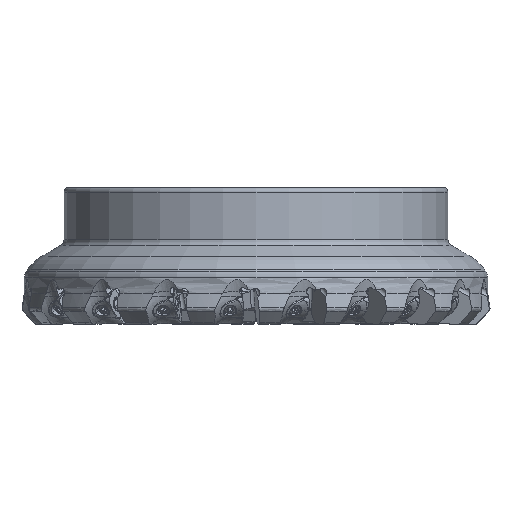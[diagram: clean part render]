
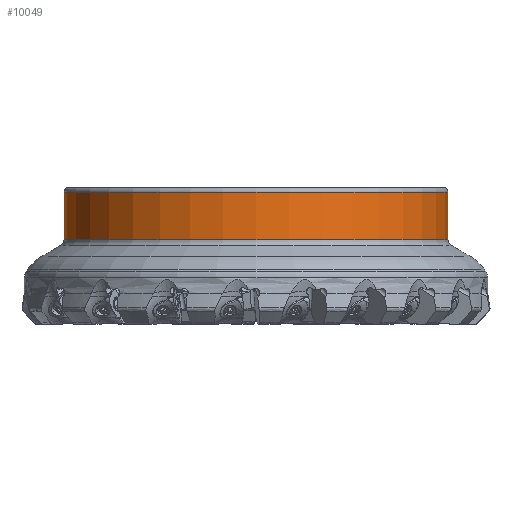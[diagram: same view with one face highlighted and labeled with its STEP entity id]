
A CAD part, front view. The second image highlights one B-rep face of the part: STEP entity #10049.
In plain terms, the highlighted cylindrical face has radius 87.5 mm (diameter 175 mm), a partial arc.
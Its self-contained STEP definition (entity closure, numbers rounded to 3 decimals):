
#2262=CYLINDRICAL_SURFACE('',#57534,87.5);
#4218=LINE('',#101626,#6932);
#4219=LINE('',#101628,#6933);
#6932=VECTOR('',#67692,1.);
#6933=VECTOR('',#67693,1.);
#10049=ADVANCED_FACE('',(#13721),#2262,.T.);
#13721=FACE_OUTER_BOUND('',#16747,.T.);
#16747=EDGE_LOOP('',(#28986,#28987,#28988,#28989));
#19730=CIRCLE('',#57531,87.5);
#19731=CIRCLE('',#57533,87.5);
#28986=ORIENTED_EDGE('',*,*,#47289,.F.);
#28987=ORIENTED_EDGE('',*,*,#47288,.F.);
#28988=ORIENTED_EDGE('',*,*,#47290,.F.);
#28989=ORIENTED_EDGE('',*,*,#47291,.F.);
#40717=VERTEX_POINT('',#101619);
#40718=VERTEX_POINT('',#101621);
#40719=VERTEX_POINT('',#101627);
#40720=VERTEX_POINT('',#101629);
#47288=EDGE_CURVE('',#40718,#40717,#19730,.T.);
#47289=EDGE_CURVE('',#40717,#40719,#4218,.T.);
#47290=EDGE_CURVE('',#40720,#40718,#4219,.T.);
#47291=EDGE_CURVE('',#40719,#40720,#19731,.T.);
#57531=AXIS2_PLACEMENT_3D('',#101624,#67688,#67689);
#57533=AXIS2_PLACEMENT_3D('',#101630,#67694,#67695);
#57534=AXIS2_PLACEMENT_3D('',#101631,#67696,#67697);
#67688=DIRECTION('',(0.,0.,-1.));
#67689=DIRECTION('',(1.,0.,0.));
#67692=DIRECTION('',(0.,0.,1.));
#67693=DIRECTION('',(0.,0.,-1.));
#67694=DIRECTION('',(0.,0.,1.));
#67695=DIRECTION('',(-1.,0.,0.));
#67696=DIRECTION('',(0.,0.,-1.));
#67697=DIRECTION('',(-1.,0.,0.));
#101619=CARTESIAN_POINT('',(-87.5,0.,-23.723));
#101621=CARTESIAN_POINT('',(87.5,0.,-23.723));
#101624=CARTESIAN_POINT('',(0.,0.,-23.723));
#101626=CARTESIAN_POINT('',(-87.5,0.,-23.723));
#101627=CARTESIAN_POINT('',(-87.5,0.,-2.));
#101628=CARTESIAN_POINT('',(87.5,0.,-2.));
#101629=CARTESIAN_POINT('',(87.5,0.,-2.));
#101630=CARTESIAN_POINT('',(0.,0.,-2.));
#101631=CARTESIAN_POINT('',(0.,0.,-1.566));
